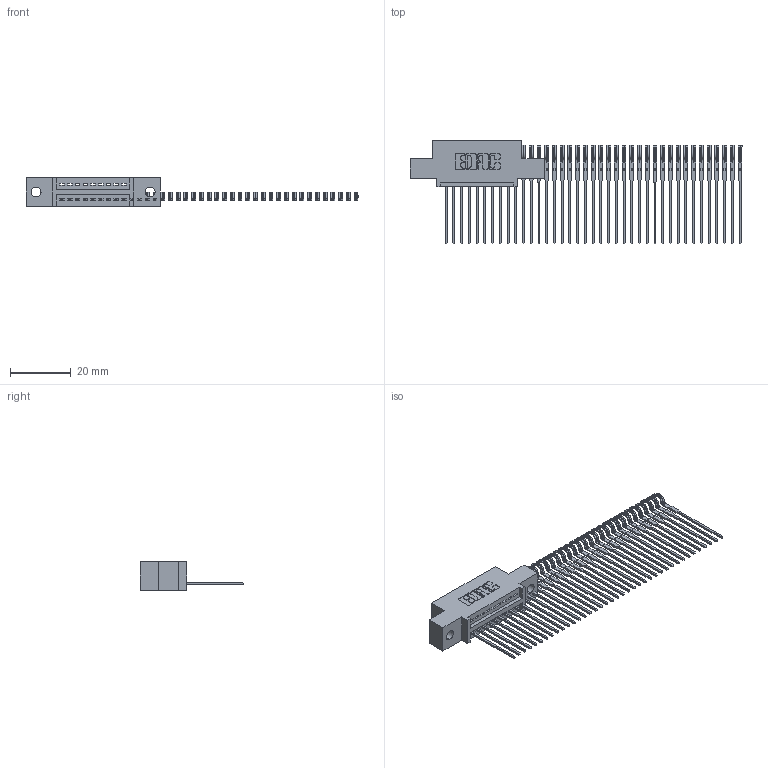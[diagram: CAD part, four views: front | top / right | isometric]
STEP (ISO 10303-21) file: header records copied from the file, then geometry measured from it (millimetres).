
FILE_DESCRIPTION (( 'STEP AP203' ), '1' );
FILE_NAME ('345-039-541-402.STEP', '2018-08-31T23:50:17', ( '' ), ( '' ), 'SwSTEP 2.0', 'SolidWorks 2016', '' );
FILE_SCHEMA (( 'CONFIG_CONTROL_DESIGN' ));
Length unit declared in the file: inch
Products named in the file (3): 345 Part_0.110 Offset - 0.128 Dia; 345-292-001_345-293-141; 345-039-541-402
Assembly tree (40 placements, depth 2):
  345-039-541-402
    345 Part_0.110 Offset - 0.128 Dia
    345-292-001_345-293-141  x39
Bounding box: 109.03 x 33.96 x 9.4 mm (x, y, z)
Volume: 4277.6 mm3; surface area: 7627.9 mm2
Topology: 40 solids, 40 shells, 1912 faces, 5597 edges, 3678 vertices
Faces by surface type: plane 1224, cylinder 688
Entity records: 12329 total; most frequent: CARTESIAN_POINT 2009, ORIENTED_EDGE 1922, DIRECTION 1835, EDGE_CURVE 961, VECTOR 793, LINE 793, VERTEX_POINT 638, AXIS2_PLACEMENT_3D 521
